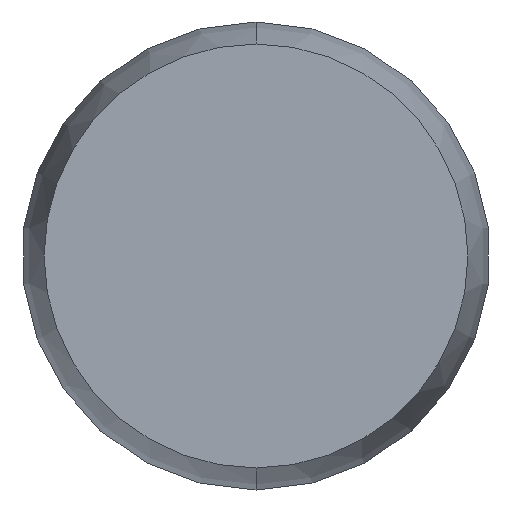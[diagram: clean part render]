
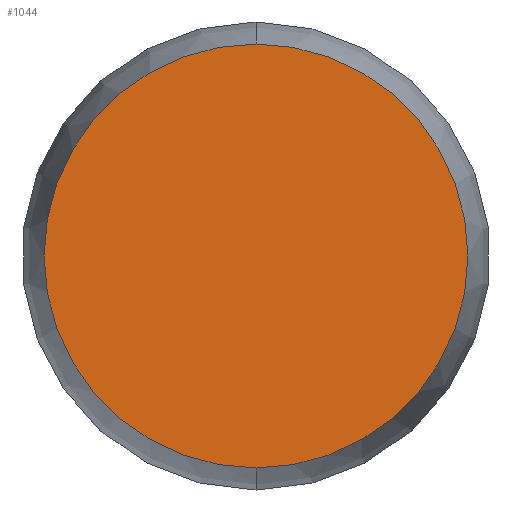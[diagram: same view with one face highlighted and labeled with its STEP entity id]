
A CAD part, left-side view. The second image highlights one B-rep face of the part: STEP entity #1044.
In plain terms, the highlighted planar face has unit normal (-1, 0, 0).
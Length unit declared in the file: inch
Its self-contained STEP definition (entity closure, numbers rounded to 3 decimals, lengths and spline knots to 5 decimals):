
#150 = EDGE_CURVE ( 'NONE', #454, #1082, #991, .T. ) ;
#175 = EDGE_LOOP ( 'NONE', ( #524, #539 ) ) ;
#367 = EDGE_CURVE ( 'NONE', #1082, #454, #655, .T. ) ;
#383 = AXIS2_PLACEMENT_3D ( 'NONE', #411, #896, #956 ) ;
#411 = CARTESIAN_POINT ( 'NONE',  ( -0.95202, 0., 0. ) ) ;
#454 = VERTEX_POINT ( 'NONE', #1089 ) ;
#524 = ORIENTED_EDGE ( 'NONE', *, *, #367, .T. ) ;
#539 = ORIENTED_EDGE ( 'NONE', *, *, #150, .T. ) ;
#641 = CARTESIAN_POINT ( 'NONE',  ( -0.95202, 0.01775, 0. ) ) ;
#644 = DIRECTION ( 'NONE',  ( 1., 0., 0. ) ) ;
#649 = DIRECTION ( 'NONE',  ( 0., 0., -1. ) ) ;
#655 = CIRCLE ( 'NONE', #1151, 0.01775 ) ;
#688 = PLANE ( 'NONE',  #1042 ) ;
#863 = CARTESIAN_POINT ( 'NONE',  ( -0.95202, 0., 0.01775 ) ) ;
#896 = DIRECTION ( 'NONE',  ( -1., 0., 0. ) ) ;
#912 = DIRECTION ( 'NONE',  ( 0., 0., 1. ) ) ;
#938 = DIRECTION ( 'NONE',  ( -1., 0., 0. ) ) ;
#956 = DIRECTION ( 'NONE',  ( 0., 0., 1. ) ) ;
#991 = CIRCLE ( 'NONE', #383, 0.01775 ) ;
#1015 = FACE_OUTER_BOUND ( 'NONE', #175, .T. ) ;
#1042 = AXIS2_PLACEMENT_3D ( 'NONE', #641, #644, #649 ) ;
#1044 = ADVANCED_FACE ( 'NONE', ( #1015 ), #688, .F. ) ;
#1082 = VERTEX_POINT ( 'NONE', #863 ) ;
#1089 = CARTESIAN_POINT ( 'NONE',  ( -0.95202, 0., -0.01775 ) ) ;
#1151 = AXIS2_PLACEMENT_3D ( 'NONE', #1191, #938, #912 ) ;
#1191 = CARTESIAN_POINT ( 'NONE',  ( -0.95202, 0., 0. ) ) ;
